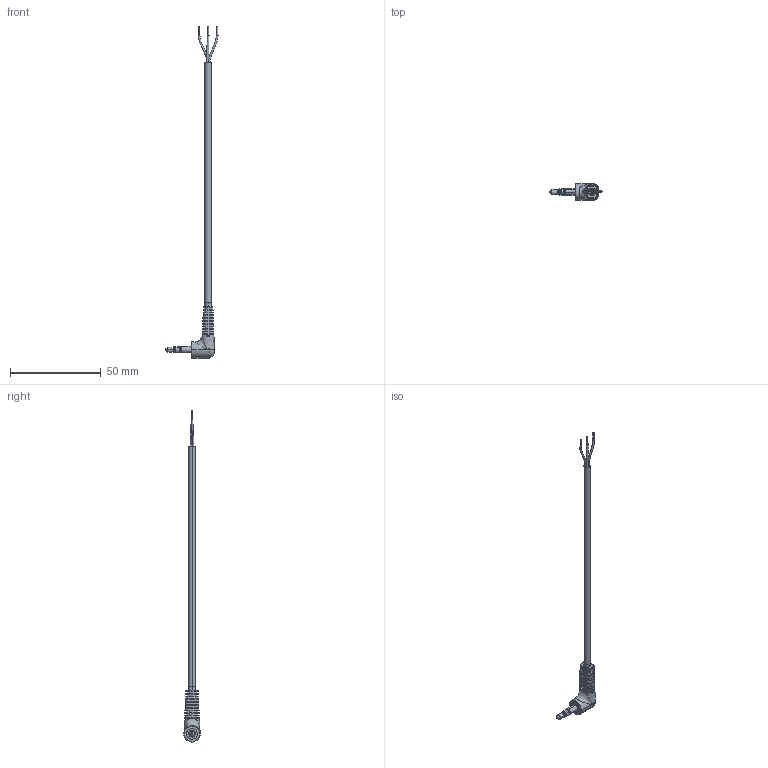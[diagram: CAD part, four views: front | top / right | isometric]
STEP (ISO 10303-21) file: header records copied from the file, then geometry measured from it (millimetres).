
FILE_DESCRIPTION (( 'STEP AP203' ), '1' );
FILE_NAME ('053-0282R (CA-2208)_revA5.STEP', '2017-02-13T17:59:27', ( '' ), ( '' ), 'SwSTEP 2.0', 'SolidWorks 2015', '' );
FILE_SCHEMA (( 'CONFIG_CONTROL_DESIGN' ));
Length unit declared in the file: millimetre
Products named in the file (9): 50-00265 insulator 2; 24-00045; 053-0282R (CA-2208)_revA5; 50-00265 pin; 50-00265; 30-00005_stripped and tinned; 50-00265 shell; 50-00265 contact; 50-00265 insulator 1
Assembly tree (8 placements, depth 3):
  053-0282R (CA-2208)_revA5
    30-00005_stripped and tinned
    24-00045
    50-00265
      50-00265 contact
      50-00265 insulator 1
      50-00265 insulator 2
      50-00265 pin
      50-00265 shell
Bounding box: 28.75 x 9 x 183 mm (x, y, z)
Volume: 3298.4 mm3; surface area: 15341.7 mm2
Topology: 125 solids, 125 shells, 972 faces, 2114 edges, 1412 vertices
Faces by surface type: plane 499, cylinder 354, bspline 77, cone 28, torus 14
Entity records: 34799 total; most frequent: CARTESIAN_POINT 12809, DIRECTION 4288, ORIENTED_EDGE 4228, EDGE_CURVE 2114, AXIS2_PLACEMENT_3D 1675, VERTEX_POINT 1412, EDGE_LOOP 1056, ADVANCED_FACE 972
